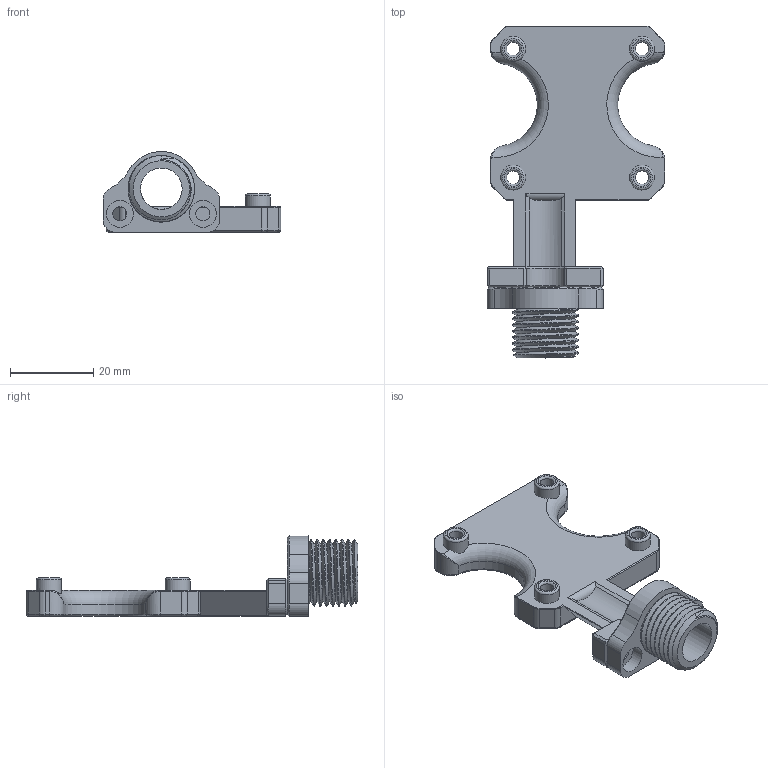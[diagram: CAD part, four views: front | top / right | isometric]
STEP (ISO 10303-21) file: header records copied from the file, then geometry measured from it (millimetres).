
FILE_DESCRIPTION(/* description */ (''),/* implementation_level */ '2;1');
FILE_NAME(/* name */ 'btt_gland_mount_40mm_v5.step',/* time_stamp */ '2022-06-20T08:26:53-05:00',/* author */ (''),/* organization */ (''),/* preprocessor_version */ 'ST-DEVELOPER v18.1',/* originating_system */ 'Autodesk Translation Framework v10.14.0.1471',/* authorisation */ '');
FILE_SCHEMA (('AUTOMOTIVE_DESIGN { 1 0 10303 214 3 1 1 }'));
Length unit declared in the file: millimetre
Products named in the file (3): Umbilical Gland and Mount for 40mm can board; pigtail_strain_relief_outer_threads; BTT gland mount 40mm
Assembly tree (2 placements, depth 2):
  Umbilical Gland and Mount for 40mm can board
    pigtail_strain_relief_outer_threads
    BTT gland mount 40mm
Bounding box: 42.75 x 79.93 x 19.47 mm (x, y, z)
Volume: 12534.2 mm3; surface area: 8299.1 mm2
Topology: 2 solids, 2 shells, 236 faces, 599 edges, 372 vertices
Faces by surface type: cylinder 86, plane 62, torus 36, cone 26, bspline 26
Full cylindrical faces by diameter (mm): 3.2 x4, 3.4 x2, 4.7 x6, 6 x4, 6.5 x2, 10 x1, 14.051 x7, 16 x7
Entity records: 10055 total; most frequent: CARTESIAN_POINT 4437, ORIENTED_EDGE 1190, DIRECTION 1124, EDGE_CURVE 595, AXIS2_PLACEMENT_3D 454, VERTEX_POINT 372, EDGE_LOOP 263, FACE_OUTER_BOUND 236
